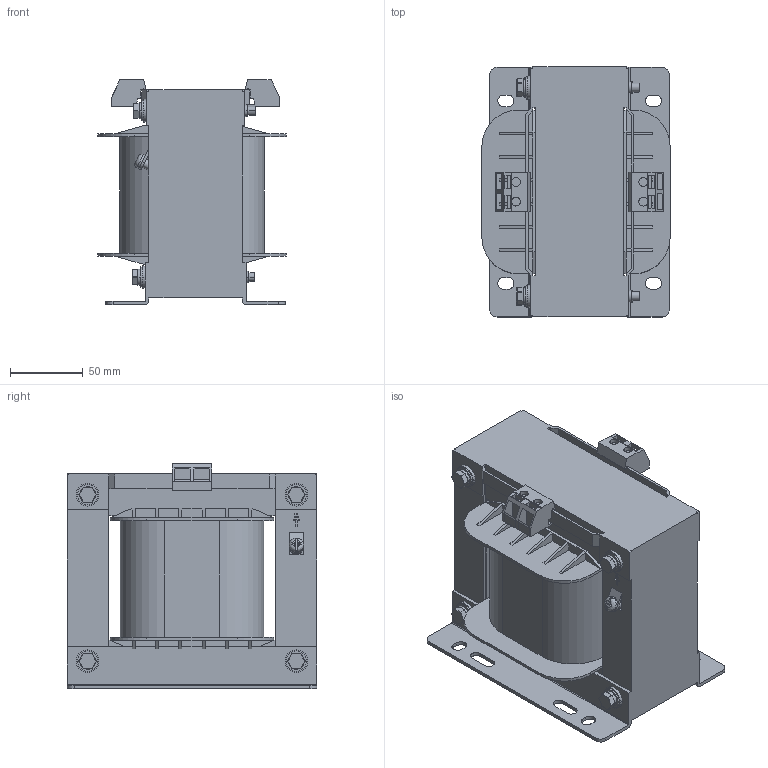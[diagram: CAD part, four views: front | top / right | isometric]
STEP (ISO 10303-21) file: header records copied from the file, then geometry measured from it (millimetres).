
FILE_DESCRIPTION((''),'2;1');
FILE_NAME('____ASM','2018-04-26T',('jghua'),(''),'CREO PARAMETRIC BY PTC INC, 2014440','CREO PARAMETRIC BY PTC INC, 2014440','');
FILE_SCHEMA(('CONFIG_CONTROL_DESIGN'));
Length unit declared in the file: millimetre
Products named in the file (1): ____ASM
Bounding box: 129 x 171 x 154.65 mm (x, y, z)
Volume: 1757482.4 mm3; surface area: 227292 mm2
Topology: 1 solids, 9 shells, 735 faces, 1924 edges, 1212 vertices
Faces by surface type: plane 502, cylinder 207, sphere 24, bspline 1, torus 1
Entity records: 22607 total; most frequent: CARTESIAN_POINT 4062, ORIENTED_EDGE 3848, DIRECTION 3842, EDGE_CURVE 1924, VECTOR 1430, LINE 1430, VERTEX_POINT 1212, AXIS2_PLACEMENT_3D 1206
